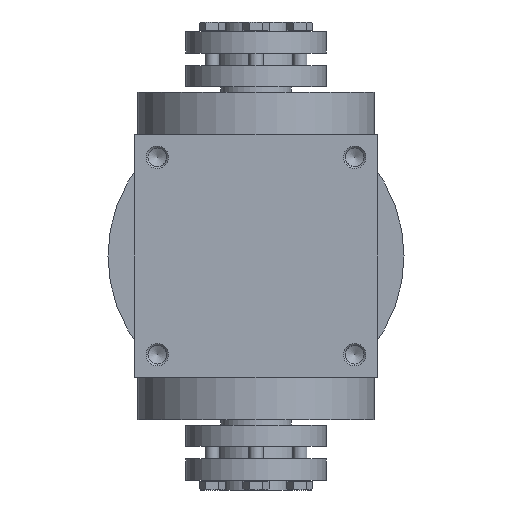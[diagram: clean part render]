
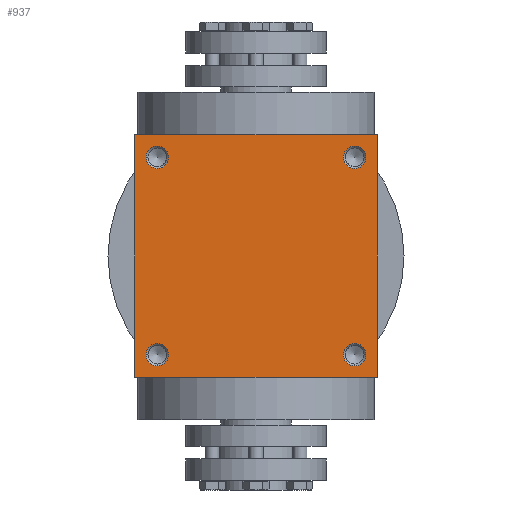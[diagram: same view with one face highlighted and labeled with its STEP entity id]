
A CAD part, left-side view. The second image highlights one B-rep face of the part: STEP entity #937.
In plain terms, the highlighted face is planar.
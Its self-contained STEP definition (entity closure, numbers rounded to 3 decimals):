
#937 = ADVANCED_FACE( '', ( #2079, #2080, #2081, #2082, #2083 ), #2084, .F. );
#2079 = FACE_BOUND( '', #3429, .T. );
#2080 = FACE_BOUND( '', #3430, .T. );
#2081 = FACE_BOUND( '', #3431, .T. );
#2082 = FACE_BOUND( '', #3432, .T. );
#2083 = FACE_OUTER_BOUND( '', #3433, .T. );
#2084 = PLANE( '', #3434 );
#3429 = EDGE_LOOP( '', ( #5713 ) );
#3430 = EDGE_LOOP( '', ( #5714 ) );
#3431 = EDGE_LOOP( '', ( #5715 ) );
#3432 = EDGE_LOOP( '', ( #5716 ) );
#3433 = EDGE_LOOP( '', ( #5717, #5718, #5719, #5720 ) );
#3434 = AXIS2_PLACEMENT_3D( '', #5721, #5722, #5723 );
#5713 = ORIENTED_EDGE( '', *, *, #7450, .F. );
#5714 = ORIENTED_EDGE( '', *, *, #7707, .T. );
#5715 = ORIENTED_EDGE( '', *, *, #7174, .F. );
#5716 = ORIENTED_EDGE( '', *, *, #7708, .T. );
#5717 = ORIENTED_EDGE( '', *, *, #7137, .F. );
#5718 = ORIENTED_EDGE( '', *, *, #7298, .F. );
#5719 = ORIENTED_EDGE( '', *, *, #7709, .F. );
#5720 = ORIENTED_EDGE( '', *, *, #7620, .F. );
#5721 = CARTESIAN_POINT( '', ( 0., 0., -43. ) );
#5722 = DIRECTION( '', ( 0., 0., 1. ) );
#5723 = DIRECTION( '', ( 1., 0., 0. ) );
#7137 = EDGE_CURVE( '', #8414, #8415, #8416, .T. );
#7174 = EDGE_CURVE( '', #8478, #8478, #8479, .T. );
#7298 = EDGE_CURVE( '', #8669, #8414, #8670, .T. );
#7450 = EDGE_CURVE( '', #8905, #8905, #8906, .T. );
#7620 = EDGE_CURVE( '', #8415, #9144, #9145, .T. );
#7707 = EDGE_CURVE( '', #9255, #9255, #9256, .T. );
#7708 = EDGE_CURVE( '', #9257, #9257, #9258, .T. );
#7709 = EDGE_CURVE( '', #9144, #8669, #9259, .T. );
#8414 = VERTEX_POINT( '', #10236 );
#8415 = VERTEX_POINT( '', #10237 );
#8416 = LINE( '', #10238, #10239 );
#8478 = VERTEX_POINT( '', #10319 );
#8479 = CIRCLE( '', #10320, 4. );
#8669 = VERTEX_POINT( '', #10600 );
#8670 = LINE( '', #10601, #10602 );
#8905 = VERTEX_POINT( '', #10917 );
#8906 = CIRCLE( '', #10918, 4. );
#9144 = VERTEX_POINT( '', #11249 );
#9145 = LINE( '', #11250, #11251 );
#9255 = VERTEX_POINT( '', #11408 );
#9256 = CIRCLE( '', #11409, 4. );
#9257 = VERTEX_POINT( '', #11410 );
#9258 = CIRCLE( '', #11411, 4. );
#9259 = LINE( '', #11412, #11413 );
#10236 = CARTESIAN_POINT( '', ( -43., 43., -43. ) );
#10237 = CARTESIAN_POINT( '', ( -43., -43., -43. ) );
#10238 = CARTESIAN_POINT( '', ( -43., 43., -43. ) );
#10239 = VECTOR( '', #12141, 1000. );
#10319 = CARTESIAN_POINT( '', ( -39., -35., -43. ) );
#10320 = AXIS2_PLACEMENT_3D( '', #12193, #12194, #12195 );
#10600 = CARTESIAN_POINT( '', ( 43., 43., -43. ) );
#10601 = CARTESIAN_POINT( '', ( 43., 43., -43. ) );
#10602 = VECTOR( '', #12361, 1000. );
#10917 = CARTESIAN_POINT( '', ( -39., 35., -43. ) );
#10918 = AXIS2_PLACEMENT_3D( '', #12575, #12576, #12577 );
#11249 = CARTESIAN_POINT( '', ( 43., -43., -43. ) );
#11250 = CARTESIAN_POINT( '', ( -43., -43., -43. ) );
#11251 = VECTOR( '', #12796, 1000. );
#11408 = CARTESIAN_POINT( '', ( 39., 35., -43. ) );
#11409 = AXIS2_PLACEMENT_3D( '', #12879, #12880, #12881 );
#11410 = CARTESIAN_POINT( '', ( 39., -35., -43. ) );
#11411 = AXIS2_PLACEMENT_3D( '', #12882, #12883, #12884 );
#11412 = CARTESIAN_POINT( '', ( 43., -43., -43. ) );
#11413 = VECTOR( '', #12885, 1000. );
#12141 = DIRECTION( '', ( 0., -1., 0. ) );
#12193 = CARTESIAN_POINT( '', ( -35., -35., -43. ) );
#12194 = DIRECTION( '', ( 0., 0., -1. ) );
#12195 = DIRECTION( '', ( -1., 0., 0. ) );
#12361 = DIRECTION( '', ( -1., 0., 0. ) );
#12575 = CARTESIAN_POINT( '', ( -35., 35., -43. ) );
#12576 = DIRECTION( '', ( 0., 0., -1. ) );
#12577 = DIRECTION( '', ( -1., 0., 0. ) );
#12796 = DIRECTION( '', ( 1., 0., 0. ) );
#12879 = CARTESIAN_POINT( '', ( 35., 35., -43. ) );
#12880 = DIRECTION( '', ( 0., 0., 1. ) );
#12881 = DIRECTION( '', ( 1., 0., 0. ) );
#12882 = CARTESIAN_POINT( '', ( 35., -35., -43. ) );
#12883 = DIRECTION( '', ( 0., 0., 1. ) );
#12884 = DIRECTION( '', ( 1., 0., 0. ) );
#12885 = DIRECTION( '', ( 0., 1., 0. ) );
